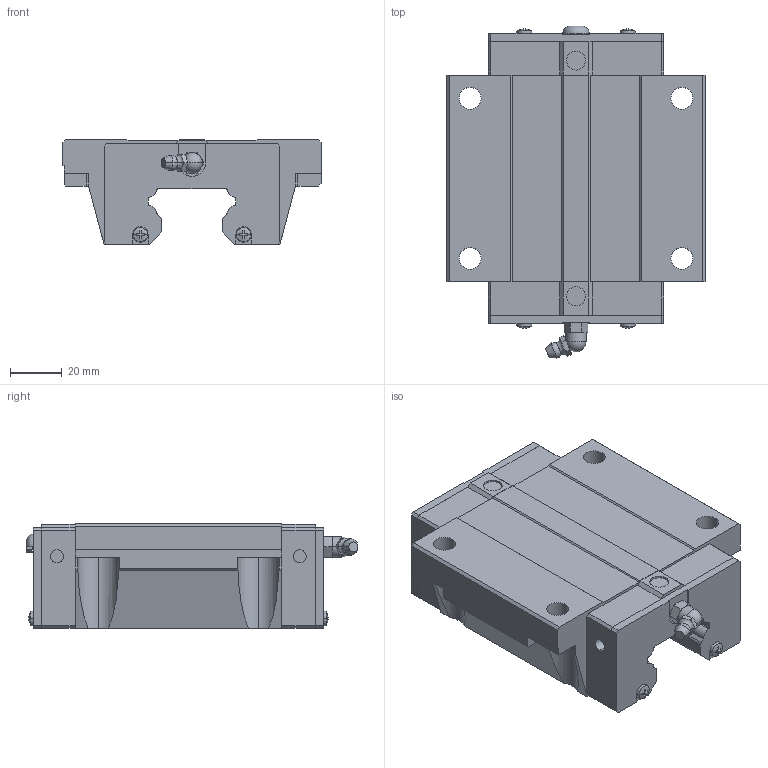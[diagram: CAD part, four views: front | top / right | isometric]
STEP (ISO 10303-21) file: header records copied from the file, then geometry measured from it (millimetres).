
FILE_DESCRIPTION (( 'STEP AP214' ), '1' );
FILE_NAME ('HGW35H.STEP', '2025-10-21T07:26:22', ( '' ), ( '' ), 'SwSTEP 2.0', 'SolidWorks 2024', '' );
FILE_SCHEMA (( 'AUTOMOTIVE_DESIGN' ));
Length unit declared in the file: millimetre
Products named in the file (1): HGW35H
Bounding box: 100 x 128.51 x 40.5 mm (x, y, z)
Volume: 279965.8 mm3; surface area: 43310.1 mm2
Topology: 1 solids, 5 shells, 653 faces, 1775 edges, 1163 vertices
Faces by surface type: plane 392, bspline 105, cylinder 96, cone 38, torus 20, sphere 2
Entity records: 26239 total; most frequent: CARTESIAN_POINT 10608, ORIENTED_EDGE 3534, DIRECTION 2772, EDGE_CURVE 1767, LINE 1170, VECTOR 1170, VERTEX_POINT 1161, AXIS2_PLACEMENT_3D 801
